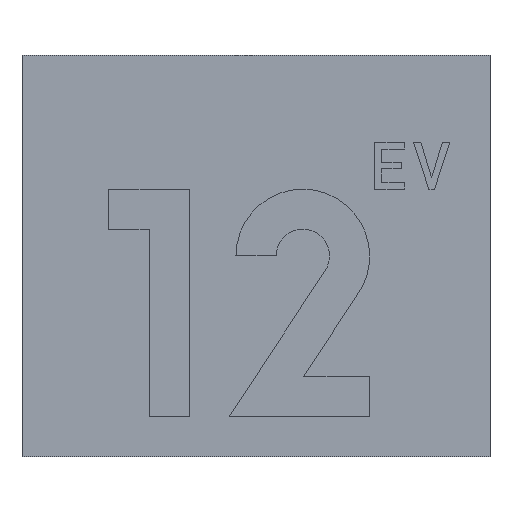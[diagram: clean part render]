
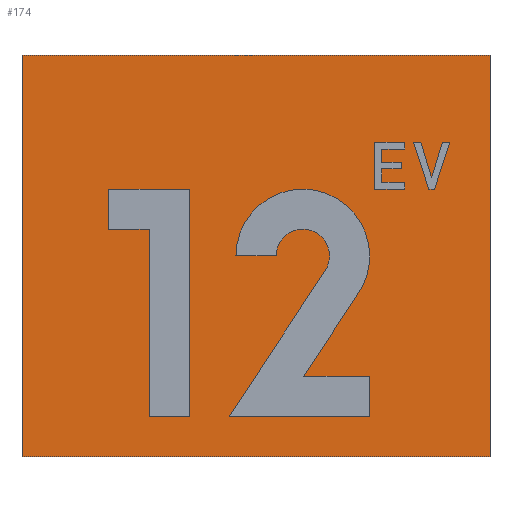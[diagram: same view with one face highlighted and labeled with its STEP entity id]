
A CAD part, top view. The second image highlights one B-rep face of the part: STEP entity #174.
In plain terms, the highlighted planar face has unit normal (0, 0, 1).
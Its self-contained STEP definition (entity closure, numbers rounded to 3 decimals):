
#162 = LINE ( 'NONE', #752, #521 ) ;
#174 = ADVANCED_FACE ( 'NONE', ( #567 ), #671, .T. ) ;
#179 = LINE ( 'NONE', #630, #853 ) ;
#190 = LINE ( 'NONE', #320, #401 ) ;
#261 = DIRECTION ( 'NONE',  ( 0., 1., 0. ) ) ;
#320 = CARTESIAN_POINT ( 'NONE',  ( -17.5, -15., 1. ) ) ;
#329 = VECTOR ( 'NONE', #261, 1000. ) ;
#401 = VECTOR ( 'NONE', #545, 1000. ) ;
#456 = EDGE_CURVE ( 'NONE', #1443, #1242, #179, .T. ) ;
#462 = VERTEX_POINT ( 'NONE', #1356 ) ;
#470 = EDGE_CURVE ( 'NONE', #462, #1443, #190, .T. ) ;
#471 = CARTESIAN_POINT ( 'NONE',  ( 17.5, -15., 1. ) ) ;
#494 = LINE ( 'NONE', #1318, #329 ) ;
#521 = VECTOR ( 'NONE', #1112, 1000. ) ;
#545 = DIRECTION ( 'NONE',  ( 0., -1., 0. ) ) ;
#567 = FACE_OUTER_BOUND ( 'NONE', #784, .T. ) ;
#592 = AXIS2_PLACEMENT_3D ( 'NONE', #695, #1141, #1165 ) ;
#616 = ORIENTED_EDGE ( 'NONE', *, *, #873, .T. ) ;
#630 = CARTESIAN_POINT ( 'NONE',  ( 17.5, -15., 1. ) ) ;
#659 = CARTESIAN_POINT ( 'NONE',  ( 17.5, 15., 1. ) ) ;
#671 = PLANE ( 'NONE',  #592 ) ;
#695 = CARTESIAN_POINT ( 'NONE',  ( -17.5, -15., 1. ) ) ;
#752 = CARTESIAN_POINT ( 'NONE',  ( 17.5, 15., 1. ) ) ;
#784 = EDGE_LOOP ( 'NONE', ( #862, #1414, #616, #1061 ) ) ;
#813 = EDGE_CURVE ( 'NONE', #933, #462, #162, .T. ) ;
#853 = VECTOR ( 'NONE', #1013, 1000. ) ;
#862 = ORIENTED_EDGE ( 'NONE', *, *, #470, .T. ) ;
#867 = CARTESIAN_POINT ( 'NONE',  ( -17.5, -15., 1. ) ) ;
#873 = EDGE_CURVE ( 'NONE', #1242, #933, #494, .T. ) ;
#933 = VERTEX_POINT ( 'NONE', #659 ) ;
#1013 = DIRECTION ( 'NONE',  ( 1., 0., 0. ) ) ;
#1061 = ORIENTED_EDGE ( 'NONE', *, *, #813, .T. ) ;
#1112 = DIRECTION ( 'NONE',  ( -1., 0., 0. ) ) ;
#1141 = DIRECTION ( 'NONE',  ( 0., 0., 1. ) ) ;
#1165 = DIRECTION ( 'NONE',  ( 1., 0., 0. ) ) ;
#1242 = VERTEX_POINT ( 'NONE', #471 ) ;
#1318 = CARTESIAN_POINT ( 'NONE',  ( 17.5, -15., 1. ) ) ;
#1356 = CARTESIAN_POINT ( 'NONE',  ( -17.5, 15., 1. ) ) ;
#1414 = ORIENTED_EDGE ( 'NONE', *, *, #456, .T. ) ;
#1443 = VERTEX_POINT ( 'NONE', #867 ) ;
